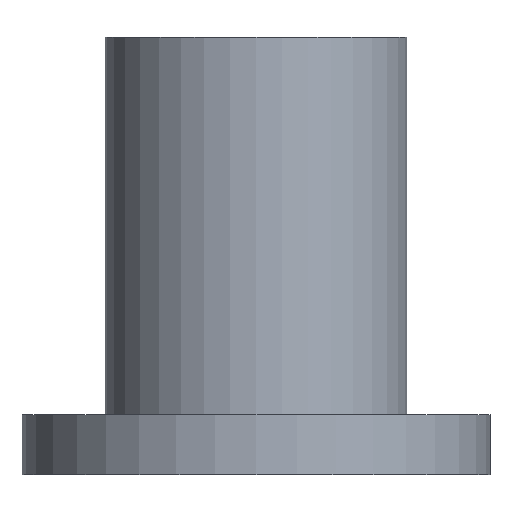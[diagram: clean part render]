
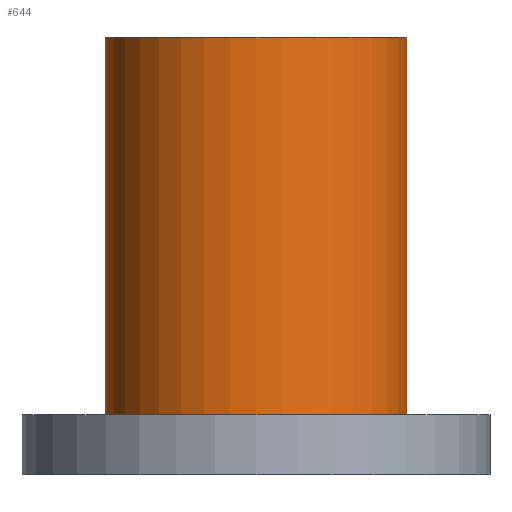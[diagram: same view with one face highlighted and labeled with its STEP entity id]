
A CAD part, front view. The second image highlights one B-rep face of the part: STEP entity #644.
In plain terms, the highlighted cylindrical face has radius 20 mm (diameter 40 mm), a partial arc.
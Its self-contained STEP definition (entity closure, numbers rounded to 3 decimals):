
#32 = CARTESIAN_POINT ( 'NONE',  ( -20., 0., -21. ) ) ;
#59 = CIRCLE ( 'NONE', #420, 20. ) ;
#61 = CYLINDRICAL_SURFACE ( 'NONE', #575, 20. ) ;
#129 = CIRCLE ( 'NONE', #268, 20. ) ;
#157 = VERTEX_POINT ( 'NONE', #165 ) ;
#165 = CARTESIAN_POINT ( 'NONE',  ( -20., 0., 29. ) ) ;
#168 = VERTEX_POINT ( 'NONE', #442 ) ;
#194 = VERTEX_POINT ( 'NONE', #592 ) ;
#204 = EDGE_LOOP ( 'NONE', ( #439, #623, #602, #734 ) ) ;
#237 = DIRECTION ( 'NONE',  ( 1., 0., 0. ) ) ;
#268 = AXIS2_PLACEMENT_3D ( 'NONE', #612, #336, #482 ) ;
#273 = DIRECTION ( 'NONE',  ( 0., 0., 1. ) ) ;
#305 = VERTEX_POINT ( 'NONE', #845 ) ;
#307 = DIRECTION ( 'NONE',  ( 0., 0., 1. ) ) ;
#336 = DIRECTION ( 'NONE',  ( 0., 0., 1. ) ) ;
#373 = VECTOR ( 'NONE', #307, 1000. ) ;
#412 = CARTESIAN_POINT ( 'NONE',  ( 0., 0., -21. ) ) ;
#420 = AXIS2_PLACEMENT_3D ( 'NONE', #754, #549, #237 ) ;
#439 = ORIENTED_EDGE ( 'NONE', *, *, #642, .F. ) ;
#442 = CARTESIAN_POINT ( 'NONE',  ( 20., 0., 29. ) ) ;
#474 = EDGE_CURVE ( 'NONE', #305, #168, #510, .T. ) ;
#482 = DIRECTION ( 'NONE',  ( 1., 0., 0. ) ) ;
#510 = LINE ( 'NONE', #857, #546 ) ;
#546 = VECTOR ( 'NONE', #795, 1000. ) ;
#549 = DIRECTION ( 'NONE',  ( 0., 0., 1. ) ) ;
#575 = AXIS2_PLACEMENT_3D ( 'NONE', #412, #273, #634 ) ;
#592 = CARTESIAN_POINT ( 'NONE',  ( -20., 0., -21. ) ) ;
#598 = EDGE_CURVE ( 'NONE', #157, #168, #59, .T. ) ;
#602 = ORIENTED_EDGE ( 'NONE', *, *, #474, .T. ) ;
#612 = CARTESIAN_POINT ( 'NONE',  ( 0., 0., -21. ) ) ;
#618 = LINE ( 'NONE', #32, #373 ) ;
#623 = ORIENTED_EDGE ( 'NONE', *, *, #901, .T. ) ;
#630 = FACE_OUTER_BOUND ( 'NONE', #204, .T. ) ;
#634 = DIRECTION ( 'NONE',  ( 1., 0., 0. ) ) ;
#642 = EDGE_CURVE ( 'NONE', #194, #157, #618, .T. ) ;
#644 = ADVANCED_FACE ( 'NONE', ( #630 ), #61, .T. ) ;
#734 = ORIENTED_EDGE ( 'NONE', *, *, #598, .F. ) ;
#754 = CARTESIAN_POINT ( 'NONE',  ( 0., 0., 29. ) ) ;
#795 = DIRECTION ( 'NONE',  ( 0., 0., 1. ) ) ;
#845 = CARTESIAN_POINT ( 'NONE',  ( 20., 0., -21. ) ) ;
#857 = CARTESIAN_POINT ( 'NONE',  ( 20., 0., -21. ) ) ;
#901 = EDGE_CURVE ( 'NONE', #194, #305, #129, .T. ) ;
